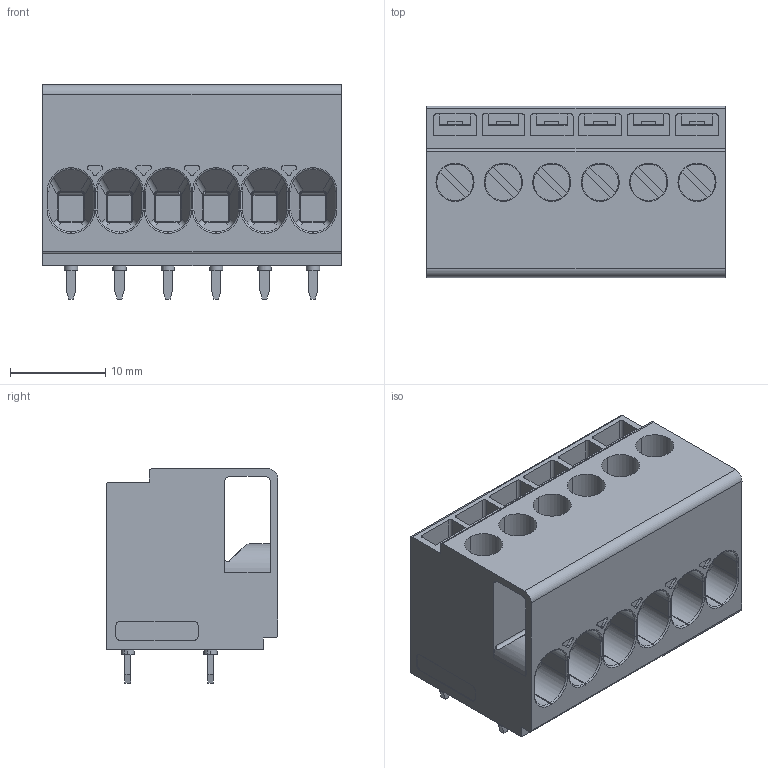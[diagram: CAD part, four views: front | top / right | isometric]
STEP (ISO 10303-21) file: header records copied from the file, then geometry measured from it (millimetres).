
FILE_DESCRIPTION(('Creo Elements/Direct Modeling STEP Export'),'2;1');
FILE_NAME('model.stp','2018-04-20T13:15:57',(''),(''),'Creo Elements/Direct Modeling STEP processor for AP214 (Solid Model)','Creo Elements/Direct Modeling 18.1I 14-Aug-2016 (C) Parametric Technology GmbH','');
FILE_SCHEMA(('AUTOMOTIVE_DESIGN { 1 0 10303 214 1 1 1 1 }'));
Length unit declared in the file: millimetre
Products named in the file (7): LP_TDPT_2_5_SC_current_bar; KK_TDPT_Klemmhuelse; AC_MKDSN_2_5_Laengsschlitz; Bohrloch; TDPT-2.5-KLM.1.1; TDPT-2.5-6-SC-5.08-GEH; TDPT_2.5_6-SC-5.08
Assembly tree (12 placements, depth 3):
  TDPT_2.5_6-SC-5.08
    TDPT-2.5-KLM.1.1  x6
      Bohrloch
      AC_MKDSN_2_5_Laengsschlitz
      KK_TDPT_Klemmhuelse
      LP_TDPT_2_5_SC_current_bar
    TDPT-2.5-6-SC-5.08-GEH
Bounding box: 31.28 x 18 x 22.5 mm (x, y, z)
Volume: 5687.3 mm3; surface area: 10554.6 mm2
Topology: 31 solids, 31 shells, 1855 faces, 5125 edges, 3404 vertices
Faces by surface type: plane 1512, cylinder 286, extrusion 33, torus 24
Entity records: 60043 total; most frequent: CARTESIAN_POINT 11884, ORIENTED_EDGE 7938, DIRECTION 6965, EDGE_CURVE 3969, VECTOR 3457, LINE 3424, VERTEX_POINT 2630, AXIS2_PLACEMENT_3D 1754
